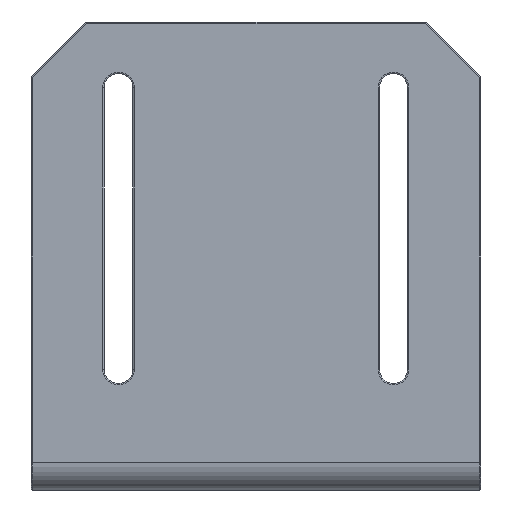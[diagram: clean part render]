
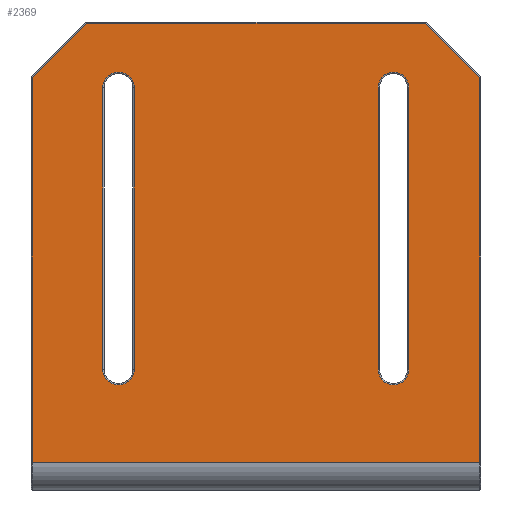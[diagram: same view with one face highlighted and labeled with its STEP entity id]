
A CAD part, left-side view. The second image highlights one B-rep face of the part: STEP entity #2369.
In plain terms, the highlighted planar face has unit normal (-1, 0, 0).
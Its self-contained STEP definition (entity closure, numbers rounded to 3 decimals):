
#39=FACE_BOUND('',#731,.T.);
#40=FACE_BOUND('',#732,.T.);
#100=PLANE('',#2668);
#192=LINE('',#4133,#333);
#194=LINE('',#4141,#335);
#196=LINE('',#4147,#337);
#197=LINE('',#4149,#338);
#198=LINE('',#4151,#339);
#199=LINE('',#4153,#340);
#200=LINE('',#4155,#341);
#201=LINE('',#4156,#342);
#202=LINE('',#4161,#343);
#203=LINE('',#4164,#344);
#333=VECTOR('',#3299,10.);
#335=VECTOR('',#3311,10.);
#337=VECTOR('',#3317,10.);
#338=VECTOR('',#3318,10.);
#339=VECTOR('',#3319,10.);
#340=VECTOR('',#3320,10.);
#341=VECTOR('',#3321,10.);
#342=VECTOR('',#3322,10.);
#343=VECTOR('',#3325,10.);
#344=VECTOR('',#3328,10.);
#545=FACE_OUTER_BOUND('',#730,.T.);
#730=EDGE_LOOP('',(#1895,#1896,#1897,#1898,#1899,#1900));
#731=EDGE_LOOP('',(#1901,#1902,#1903,#1904));
#732=EDGE_LOOP('',(#1905,#1906,#1907,#1908));
#920=CIRCLE('',#2659,2.3);
#923=CIRCLE('',#2664,2.3);
#925=CIRCLE('',#2669,2.2);
#926=CIRCLE('',#2670,2.2);
#1141=VERTEX_POINT('',#4124);
#1142=VERTEX_POINT('',#4126);
#1144=VERTEX_POINT('',#4131);
#1145=VERTEX_POINT('',#4136);
#1146=VERTEX_POINT('',#4145);
#1147=VERTEX_POINT('',#4146);
#1148=VERTEX_POINT('',#4148);
#1149=VERTEX_POINT('',#4150);
#1150=VERTEX_POINT('',#4152);
#1151=VERTEX_POINT('',#4154);
#1152=VERTEX_POINT('',#4157);
#1153=VERTEX_POINT('',#4158);
#1154=VERTEX_POINT('',#4160);
#1155=VERTEX_POINT('',#4162);
#1397=EDGE_CURVE('',#1142,#1141,#920,.T.);
#1399=EDGE_CURVE('',#1144,#1142,#192,.T.);
#1402=EDGE_CURVE('',#1145,#1144,#923,.T.);
#1404=EDGE_CURVE('',#1141,#1145,#194,.T.);
#1406=EDGE_CURVE('',#1146,#1147,#196,.T.);
#1407=EDGE_CURVE('',#1148,#1146,#197,.T.);
#1408=EDGE_CURVE('',#1149,#1148,#198,.T.);
#1409=EDGE_CURVE('',#1150,#1149,#199,.T.);
#1410=EDGE_CURVE('',#1151,#1150,#200,.T.);
#1411=EDGE_CURVE('',#1147,#1151,#201,.T.);
#1412=EDGE_CURVE('',#1152,#1153,#925,.T.);
#1413=EDGE_CURVE('',#1154,#1152,#202,.T.);
#1414=EDGE_CURVE('',#1155,#1154,#926,.T.);
#1415=EDGE_CURVE('',#1153,#1155,#203,.T.);
#1895=ORIENTED_EDGE('',*,*,#1406,.F.);
#1896=ORIENTED_EDGE('',*,*,#1407,.F.);
#1897=ORIENTED_EDGE('',*,*,#1408,.F.);
#1898=ORIENTED_EDGE('',*,*,#1409,.F.);
#1899=ORIENTED_EDGE('',*,*,#1410,.F.);
#1900=ORIENTED_EDGE('',*,*,#1411,.F.);
#1901=ORIENTED_EDGE('',*,*,#1412,.F.);
#1902=ORIENTED_EDGE('',*,*,#1413,.F.);
#1903=ORIENTED_EDGE('',*,*,#1414,.F.);
#1904=ORIENTED_EDGE('',*,*,#1415,.F.);
#1905=ORIENTED_EDGE('',*,*,#1397,.F.);
#1906=ORIENTED_EDGE('',*,*,#1399,.F.);
#1907=ORIENTED_EDGE('',*,*,#1402,.F.);
#1908=ORIENTED_EDGE('',*,*,#1404,.F.);
#2369=ADVANCED_FACE('',(#545,#39,#40),#100,.T.);
#2659=AXIS2_PLACEMENT_3D('',#4128,#3293,#3294);
#2664=AXIS2_PLACEMENT_3D('',#4138,#3305,#3306);
#2668=AXIS2_PLACEMENT_3D('',#4144,#3315,#3316);
#2669=AXIS2_PLACEMENT_3D('',#4159,#3323,#3324);
#2670=AXIS2_PLACEMENT_3D('',#4163,#3326,#3327);
#3293=DIRECTION('center_axis',(-1.,0.,0.));
#3294=DIRECTION('ref_axis',(0.,0.,1.));
#3299=DIRECTION('',(0.,0.,1.));
#3305=DIRECTION('center_axis',(-1.,0.,0.));
#3306=DIRECTION('ref_axis',(0.,0.,-1.));
#3311=DIRECTION('',(0.,0.,-1.));
#3315=DIRECTION('center_axis',(-1.,0.,0.));
#3316=DIRECTION('ref_axis',(0.,0.,1.));
#3317=DIRECTION('',(0.,0.,-1.));
#3318=DIRECTION('',(0.,-0.707,-0.707));
#3319=DIRECTION('',(0.,-1.,0.));
#3320=DIRECTION('',(0.,-0.707,0.707));
#3321=DIRECTION('',(0.,0.,1.));
#3322=DIRECTION('',(0.,1.,0.));
#3323=DIRECTION('center_axis',(-1.,0.,0.));
#3324=DIRECTION('ref_axis',(0.,0.,1.));
#3325=DIRECTION('',(0.,0.,1.));
#3326=DIRECTION('center_axis',(-1.,0.,0.));
#3327=DIRECTION('ref_axis',(0.,0.,-1.));
#3328=DIRECTION('',(0.,0.,-1.));
#4124=CARTESIAN_POINT('',(0.,55.025,58.48));
#4126=CARTESIAN_POINT('',(0.,50.425,58.48));
#4128=CARTESIAN_POINT('Origin',(0.,52.725,58.48));
#4131=CARTESIAN_POINT('',(0.,50.425,17.6));
#4133=CARTESIAN_POINT('',(0.,50.425,10.8));
#4136=CARTESIAN_POINT('',(0.,55.025,17.6));
#4138=CARTESIAN_POINT('Origin',(0.,52.725,17.6));
#4141=CARTESIAN_POINT('',(0.,55.025,31.24));
#4144=CARTESIAN_POINT('Origin',(0.,0.,4.));
#4145=CARTESIAN_POINT('',(0.,0.2,59.997));
#4146=CARTESIAN_POINT('',(0.,0.2,4.));
#4147=CARTESIAN_POINT('',(0.,0.2,19.02));
#4148=CARTESIAN_POINT('',(0.,8.083,67.88));
#4149=CARTESIAN_POINT('',(0.,-11.879,47.919));
#4150=CARTESIAN_POINT('',(0.,57.367,67.88));
#4151=CARTESIAN_POINT('',(0.,0.,67.88));
#4152=CARTESIAN_POINT('',(0.,65.25,59.997));
#4153=CARTESIAN_POINT('',(0.,60.966,64.281));
#4154=CARTESIAN_POINT('',(0.,65.25,4.));
#4155=CARTESIAN_POINT('',(0.,65.25,19.02));
#4156=CARTESIAN_POINT('',(0.,0.,4.));
#4157=CARTESIAN_POINT('',(0.,10.525,58.58));
#4158=CARTESIAN_POINT('',(0.,14.925,58.58));
#4159=CARTESIAN_POINT('Origin',(0.,12.725,58.58));
#4160=CARTESIAN_POINT('',(0.,10.525,17.5));
#4161=CARTESIAN_POINT('',(0.,10.525,10.75));
#4162=CARTESIAN_POINT('',(0.,14.925,17.5));
#4163=CARTESIAN_POINT('Origin',(0.,12.725,17.5));
#4164=CARTESIAN_POINT('',(0.,14.925,31.29));
